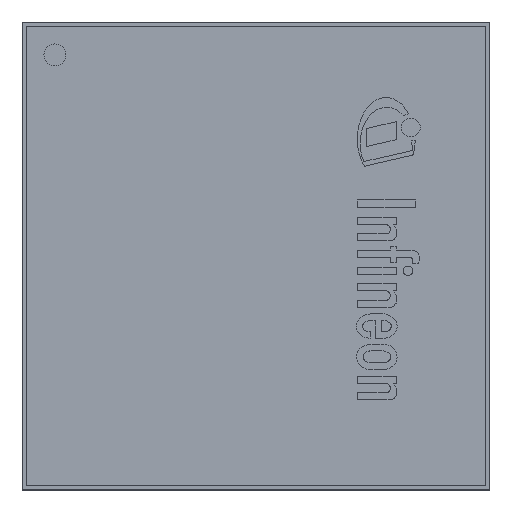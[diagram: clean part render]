
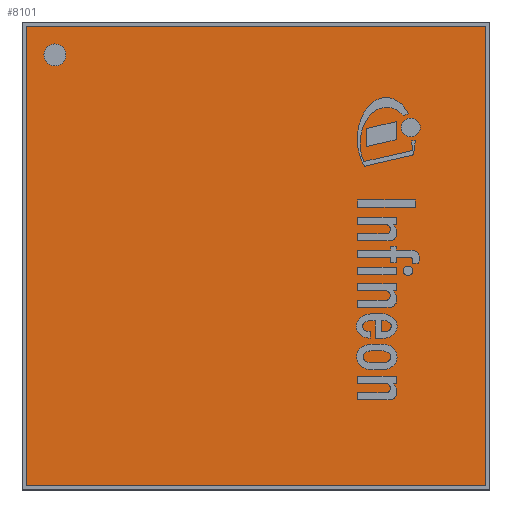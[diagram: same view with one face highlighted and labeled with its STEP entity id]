
A CAD part, top view. The second image highlights one B-rep face of the part: STEP entity #8101.
In plain terms, the highlighted planar face has unit normal (0, 0, 1).
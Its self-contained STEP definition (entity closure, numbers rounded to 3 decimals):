
#512=CIRCLE('',#9575,0.5);
#967=FACE_BOUND('',#2940,.T.);
#1913=FACE_OUTER_BOUND('',#2939,.T.);
#2939=EDGE_LOOP('',(#6078,#6079,#6080,#6081));
#2940=EDGE_LOOP('',(#6082));
#3991=LINE('',#14321,#4281);
#3994=LINE('',#14327,#4284);
#3997=LINE('',#14333,#4287);
#4000=LINE('',#14337,#4290);
#4281=VECTOR('',#11112,1.);
#4284=VECTOR('',#11117,1.);
#4287=VECTOR('',#11122,1.);
#4290=VECTOR('',#11127,1.);
#4554=VERTEX_POINT('',#14311);
#4557=VERTEX_POINT('',#14318);
#4558=VERTEX_POINT('',#14320);
#4560=VERTEX_POINT('',#14326);
#4562=VERTEX_POINT('',#14332);
#5234=EDGE_CURVE('',#4554,#4554,#512,.T.);
#5237=EDGE_CURVE('',#4558,#4557,#3991,.T.);
#5240=EDGE_CURVE('',#4560,#4558,#3994,.T.);
#5243=EDGE_CURVE('',#4562,#4560,#3997,.T.);
#5246=EDGE_CURVE('',#4557,#4562,#4000,.T.);
#6078=ORIENTED_EDGE('',*,*,#5246,.T.);
#6079=ORIENTED_EDGE('',*,*,#5243,.T.);
#6080=ORIENTED_EDGE('',*,*,#5240,.T.);
#6081=ORIENTED_EDGE('',*,*,#5237,.T.);
#6082=ORIENTED_EDGE('',*,*,#5234,.T.);
#7536=PLANE('',#9582);
#8101=ADVANCED_FACE('',(#1913,#967),#7536,.T.);
#9575=AXIS2_PLACEMENT_3D('',#14312,#11104,#11105);
#9582=AXIS2_PLACEMENT_3D('',#14339,#11130,#11131);
#11104=DIRECTION('center_axis',(0.,0.,-1.));
#11105=DIRECTION('ref_axis',(0.,1.,0.));
#11112=DIRECTION('',(1.,0.,0.));
#11117=DIRECTION('',(0.,-1.,0.));
#11122=DIRECTION('',(-1.,0.,0.));
#11127=DIRECTION('',(0.,1.,0.));
#11130=DIRECTION('center_axis',(0.,0.,1.));
#11131=DIRECTION('ref_axis',(0.,-1.,0.));
#14311=CARTESIAN_POINT('',(-9.15,8.65,1.74));
#14312=CARTESIAN_POINT('Origin',(-9.15,9.15,1.74));
#14318=CARTESIAN_POINT('',(10.45,-10.45,1.74));
#14320=CARTESIAN_POINT('',(-10.45,-10.45,1.74));
#14321=CARTESIAN_POINT('',(10.45,-10.45,1.74));
#14326=CARTESIAN_POINT('',(-10.45,10.45,1.74));
#14327=CARTESIAN_POINT('',(-10.45,-10.45,1.74));
#14332=CARTESIAN_POINT('',(10.45,10.45,1.74));
#14333=CARTESIAN_POINT('',(-10.45,10.45,1.74));
#14337=CARTESIAN_POINT('',(10.45,10.45,1.74));
#14339=CARTESIAN_POINT('Origin',(0.,0.,1.74));
